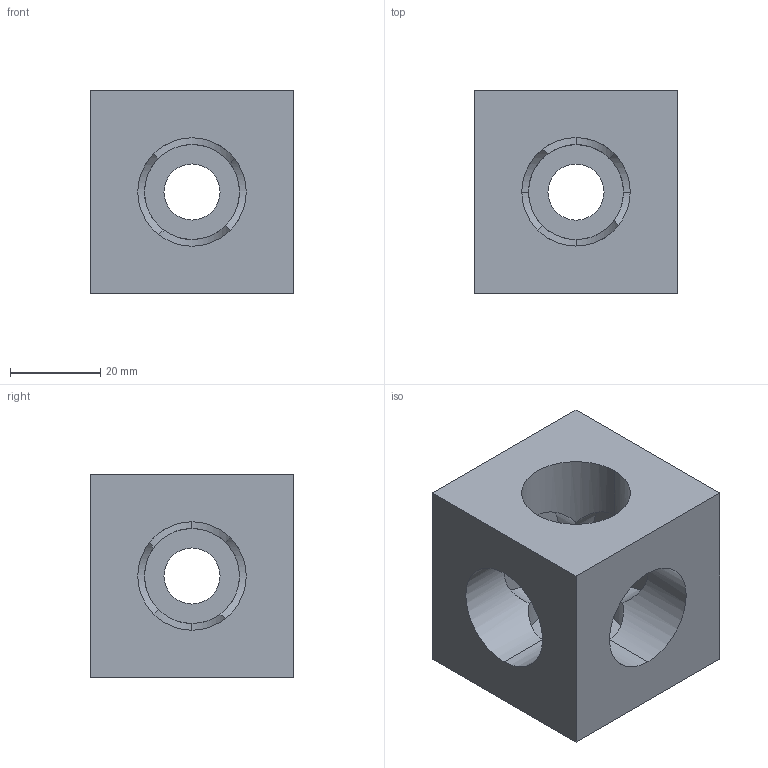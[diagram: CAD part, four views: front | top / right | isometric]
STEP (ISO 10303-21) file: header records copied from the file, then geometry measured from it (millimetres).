
FILE_DESCRIPTION (( 'STEP AP203' ), '1' );
FILE_NAME ('3_842_523_874_Bosch.step', '2024-06-10T07:00:17', ( '' ), ( '' ), 'SwSTEP 2.0', 'SolidWorks 2014', '' );
FILE_SCHEMA (( 'CONFIG_CONTROL_DESIGN' ));
Length unit declared in the file: millimetre
Products named in the file (1): 3_842_523_874_Bosch
Bounding box: 45 x 45 x 45 mm (x, y, z)
Volume: 57798 mm3; surface area: 15820.2 mm2
Topology: 1 solids, 1 shells, 27 faces, 74 edges, 48 vertices
Faces by surface type: cylinder 18, plane 9
Entity records: 1099 total; most frequent: CARTESIAN_POINT 342, ORIENTED_EDGE 148, DIRECTION 134, EDGE_CURVE 74, AXIS2_PLACEMENT_3D 52, VERTEX_POINT 48, EDGE_LOOP 36, VECTOR 30
